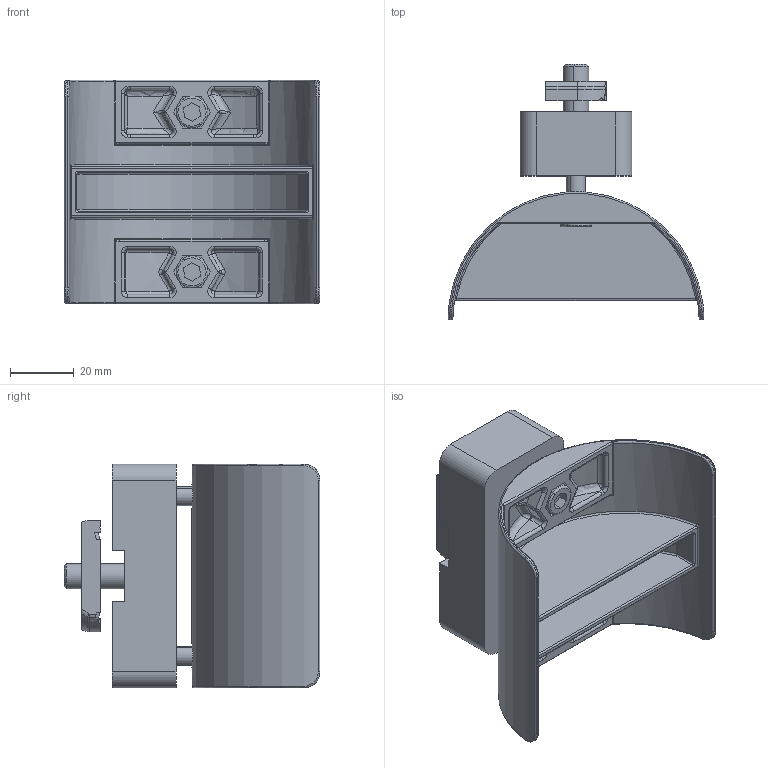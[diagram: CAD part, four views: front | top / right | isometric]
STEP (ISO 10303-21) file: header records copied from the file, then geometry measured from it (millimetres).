
FILE_DESCRIPTION (( 'STEP AP203' ), '1' );
FILE_NAME ('800.019.033.STEP', '2015-05-25T10:26:29', ( '' ), ( '' ), 'SwSTEP 2.0', 'SolidWorks 2012', '' );
FILE_SCHEMA (( 'CONFIG_CONTROL_DESIGN' ));
Length unit declared in the file: millimetre
Products named in the file (6): 800.019.033; 084.302.039; socket countersunk head screw_iso_ISO 10642 - M8 x 35 --- 35C; VITI TCEI UNI 5931_M6x30 UNI 5931; 900.200.012; 900.200.011
Assembly tree (6 placements, depth 2):
  800.019.033
    900.200.011
    900.200.012
    VITI TCEI UNI 5931_M6x30 UNI 5931  x2
    socket countersunk head screw_iso_ISO 10642 - M8 x 35 --- 35C
    084.302.039
Bounding box: 79.99 x 80 x 70 mm (x, y, z)
Volume: 78325.2 mm3; surface area: 42236.7 mm2
Topology: 6 solids, 6 shells, 463 faces, 1079 edges, 617 vertices
Faces by surface type: plane 205, cylinder 116, bspline 62, torus 48, sphere 18, cone 14
Entity records: 15604 total; most frequent: CARTESIAN_POINT 5335, ORIENTED_EDGE 2022, DIRECTION 1979, EDGE_CURVE 1011, AXIS2_PLACEMENT_3D 713, VERTEX_POINT 587, LINE 553, VECTOR 553
